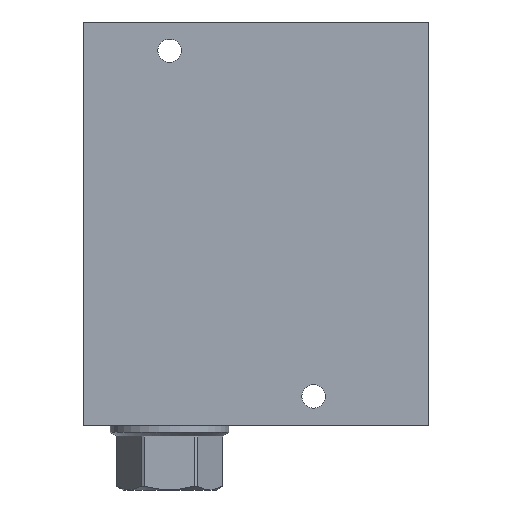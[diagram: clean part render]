
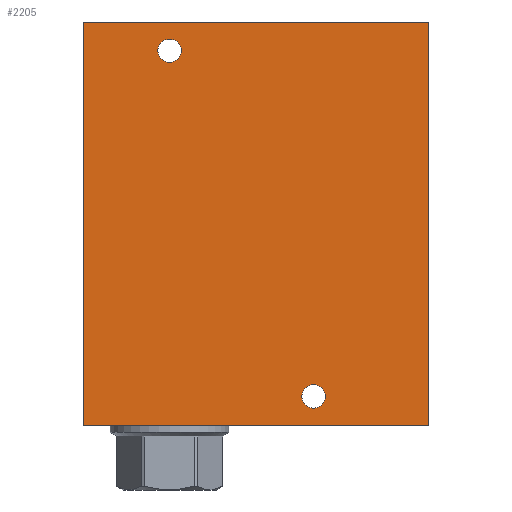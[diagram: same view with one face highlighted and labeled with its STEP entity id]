
A CAD part, front view. The second image highlights one B-rep face of the part: STEP entity #2205.
In plain terms, the highlighted planar face has unit normal (0, -1, 0).
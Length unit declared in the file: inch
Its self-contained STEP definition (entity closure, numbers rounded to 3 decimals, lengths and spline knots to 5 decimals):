
#5=DIRECTION('',(1.,0.,0.));
#6=VECTOR('',#5,6.);
#7=CARTESIAN_POINT('',(0.,-3.,0.));
#8=LINE('',#7,#6);
#75=DIRECTION('',(0.,0.,1.));
#76=VECTOR('',#75,7.);
#77=CARTESIAN_POINT('',(6.,-3.,0.));
#78=LINE('',#77,#76);
#99=DIRECTION('',(0.,0.,1.));
#100=VECTOR('',#99,7.);
#101=CARTESIAN_POINT('',(0.,-3.,0.));
#102=LINE('',#101,#100);
#103=CARTESIAN_POINT('',(1.5,-3.,6.5));
#104=DIRECTION('',(0.,-1.,0.));
#105=DIRECTION('',(-1.,0.,0.));
#106=AXIS2_PLACEMENT_3D('',#103,#104,#105);
#108=CARTESIAN_POINT('',(1.5,-3.,6.5));
#109=DIRECTION('',(0.,-1.,0.));
#110=DIRECTION('',(1.,0.,0.));
#111=AXIS2_PLACEMENT_3D('',#108,#109,#110);
#113=CARTESIAN_POINT('',(4.,-3.,0.5));
#114=DIRECTION('',(0.,-1.,0.));
#115=DIRECTION('',(-1.,0.,0.));
#116=AXIS2_PLACEMENT_3D('',#113,#114,#115);
#118=CARTESIAN_POINT('',(4.,-3.,0.5));
#119=DIRECTION('',(0.,-1.,0.));
#120=DIRECTION('',(1.,0.,0.));
#121=AXIS2_PLACEMENT_3D('',#118,#119,#120);
#135=DIRECTION('',(1.,0.,0.));
#136=VECTOR('',#135,6.);
#137=CARTESIAN_POINT('',(0.,-3.,7.));
#138=LINE('',#137,#136);
#1815=CARTESIAN_POINT('',(0.,-3.,0.));
#1817=VERTEX_POINT('',#1815);
#1818=CARTESIAN_POINT('',(6.,-3.,0.));
#1819=VERTEX_POINT('',#1818);
#1823=CARTESIAN_POINT('',(0.,-3.,7.));
#1825=VERTEX_POINT('',#1823);
#1826=CARTESIAN_POINT('',(6.,-3.,7.));
#1827=VERTEX_POINT('',#1826);
#1974=CARTESIAN_POINT('',(1.297,-3.,6.5));
#1975=CARTESIAN_POINT('',(1.703,-3.,6.5));
#1976=VERTEX_POINT('',#1974);
#1977=VERTEX_POINT('',#1975);
#1982=CARTESIAN_POINT('',(3.797,-3.,0.5));
#1983=CARTESIAN_POINT('',(4.203,-3.,0.5));
#1984=VERTEX_POINT('',#1982);
#1985=VERTEX_POINT('',#1983);
#2181=CARTESIAN_POINT('',(0.,-3.,0.));
#2182=DIRECTION('',(0.,-1.,0.));
#2183=DIRECTION('',(1.,0.,0.));
#2184=AXIS2_PLACEMENT_3D('',#2181,#2182,#2183);
#2185=PLANE('',#2184);
#2186=ORIENTED_EDGE('',*,*,#2087,.F.);
#2187=ORIENTED_EDGE('',*,*,#2112,.T.);
#2189=ORIENTED_EDGE('',*,*,#2188,.T.);
#2190=ORIENTED_EDGE('',*,*,#2161,.F.);
#2191=EDGE_LOOP('',(#2186,#2187,#2189,#2190));
#2192=FACE_OUTER_BOUND('',#2191,.F.);
#2194=ORIENTED_EDGE('',*,*,#2193,.T.);
#2196=ORIENTED_EDGE('',*,*,#2195,.T.);
#2197=EDGE_LOOP('',(#2194,#2196));
#2198=FACE_BOUND('',#2197,.F.);
#2200=ORIENTED_EDGE('',*,*,#2199,.T.);
#2202=ORIENTED_EDGE('',*,*,#2201,.T.);
#2203=EDGE_LOOP('',(#2200,#2202));
#2204=FACE_BOUND('',#2203,.F.);
#2205=ADVANCED_FACE('',(#2192,#2198,#2204),#2185,.T.);
#107=CIRCLE('',#106,0.203);
#112=CIRCLE('',#111,0.203);
#117=CIRCLE('',#116,0.203);
#122=CIRCLE('',#121,0.203);
#2087=EDGE_CURVE('',#1817,#1819,#8,.T.);
#2112=EDGE_CURVE('',#1817,#1825,#102,.T.);
#2161=EDGE_CURVE('',#1819,#1827,#78,.T.);
#2188=EDGE_CURVE('',#1825,#1827,#138,.T.);
#2193=EDGE_CURVE('',#1976,#1977,#107,.T.);
#2195=EDGE_CURVE('',#1977,#1976,#112,.T.);
#2199=EDGE_CURVE('',#1984,#1985,#117,.T.);
#2201=EDGE_CURVE('',#1985,#1984,#122,.T.);
